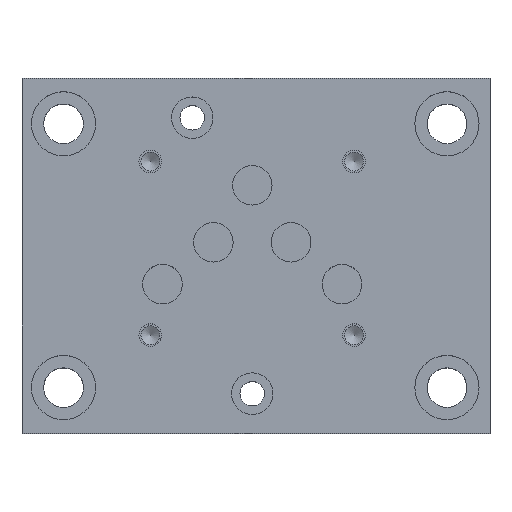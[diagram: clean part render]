
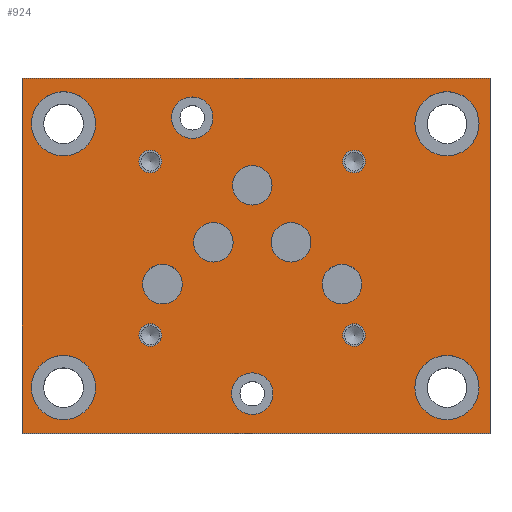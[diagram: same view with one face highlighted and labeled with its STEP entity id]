
A CAD part, top view. The second image highlights one B-rep face of the part: STEP entity #924.
In plain terms, the highlighted planar face has unit normal (0, 0, 1).
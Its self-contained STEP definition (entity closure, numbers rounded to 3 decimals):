
#21=LINE('',#1590,#33);
#24=LINE('',#1599,#36);
#28=LINE('',#1613,#40);
#31=LINE('',#1620,#43);
#33=VECTOR('',#1332,1000.);
#36=VECTOR('',#1341,1000.);
#40=VECTOR('',#1353,1000.);
#43=VECTOR('',#1362,1000.);
#233=ORIENTED_EDGE('',*,*,#280,.T.);
#234=ORIENTED_EDGE('',*,*,#287,.T.);
#235=ORIENTED_EDGE('',*,*,#292,.T.);
#236=ORIENTED_EDGE('',*,*,#298,.T.);
#237=ORIENTED_EDGE('',*,*,#302,.T.);
#238=ORIENTED_EDGE('',*,*,#305,.T.);
#239=ORIENTED_EDGE('',*,*,#309,.T.);
#240=ORIENTED_EDGE('',*,*,#313,.T.);
#241=ORIENTED_EDGE('',*,*,#317,.T.);
#242=ORIENTED_EDGE('',*,*,#321,.T.);
#243=ORIENTED_EDGE('',*,*,#322,.T.);
#244=ORIENTED_EDGE('',*,*,#330,.T.);
#245=ORIENTED_EDGE('',*,*,#342,.T.);
#246=ORIENTED_EDGE('',*,*,#344,.T.);
#247=ORIENTED_EDGE('',*,*,#345,.T.);
#248=ORIENTED_EDGE('',*,*,#341,.T.);
#249=ORIENTED_EDGE('',*,*,#327,.T.);
#250=ORIENTED_EDGE('',*,*,#331,.T.);
#251=ORIENTED_EDGE('',*,*,#337,.T.);
#280=EDGE_CURVE('',#367,#367,#454,.T.);
#287=EDGE_CURVE('',#375,#375,#461,.T.);
#292=EDGE_CURVE('',#381,#381,#466,.T.);
#298=EDGE_CURVE('',#388,#388,#472,.T.);
#302=EDGE_CURVE('',#392,#392,#476,.T.);
#305=EDGE_CURVE('',#395,#395,#479,.T.);
#309=EDGE_CURVE('',#399,#399,#483,.T.);
#313=EDGE_CURVE('',#403,#403,#487,.T.);
#317=EDGE_CURVE('',#407,#407,#491,.T.);
#321=EDGE_CURVE('',#411,#411,#495,.T.);
#322=EDGE_CURVE('',#412,#412,#496,.T.);
#327=EDGE_CURVE('',#418,#417,#21,.T.);
#330=EDGE_CURVE('',#420,#420,#500,.T.);
#331=EDGE_CURVE('',#417,#421,#24,.T.);
#337=EDGE_CURVE('',#421,#426,#28,.T.);
#341=EDGE_CURVE('',#426,#418,#31,.T.);
#342=EDGE_CURVE('',#428,#428,#504,.T.);
#344=EDGE_CURVE('',#431,#431,#506,.T.);
#345=EDGE_CURVE('',#432,#432,#507,.T.);
#367=VERTEX_POINT('',#1451);
#375=VERTEX_POINT('',#1473);
#381=VERTEX_POINT('',#1489);
#388=VERTEX_POINT('',#1508);
#392=VERTEX_POINT('',#1521);
#395=VERTEX_POINT('',#1530);
#399=VERTEX_POINT('',#1541);
#403=VERTEX_POINT('',#1552);
#407=VERTEX_POINT('',#1563);
#411=VERTEX_POINT('',#1574);
#412=VERTEX_POINT('',#1577);
#417=VERTEX_POINT('',#1589);
#418=VERTEX_POINT('',#1591);
#420=VERTEX_POINT('',#1597);
#421=VERTEX_POINT('',#1600);
#426=VERTEX_POINT('',#1612);
#428=VERTEX_POINT('',#1623);
#431=VERTEX_POINT('',#1631);
#432=VERTEX_POINT('',#1633);
#454=CIRCLE('',#975,5.25);
#461=CIRCLE('',#989,5.25);
#466=CIRCLE('',#999,5.25);
#472=CIRCLE('',#1011,5.25);
#476=CIRCLE('',#1020,5.25);
#479=CIRCLE('',#1026,3.);
#483=CIRCLE('',#1033,3.);
#487=CIRCLE('',#1040,8.5);
#491=CIRCLE('',#1047,8.5);
#495=CIRCLE('',#1054,5.5);
#496=CIRCLE('',#1056,5.5);
#500=CIRCLE('',#1064,8.5);
#504=CIRCLE('',#1074,8.5);
#506=CIRCLE('',#1079,3.);
#507=CIRCLE('',#1080,3.);
#638=EDGE_LOOP('',(#233));
#639=EDGE_LOOP('',(#234));
#640=EDGE_LOOP('',(#235));
#641=EDGE_LOOP('',(#236));
#642=EDGE_LOOP('',(#237));
#643=EDGE_LOOP('',(#238));
#644=EDGE_LOOP('',(#239));
#645=EDGE_LOOP('',(#240));
#646=EDGE_LOOP('',(#241));
#647=EDGE_LOOP('',(#242));
#648=EDGE_LOOP('',(#243));
#649=EDGE_LOOP('',(#244));
#650=EDGE_LOOP('',(#245));
#651=EDGE_LOOP('',(#246));
#652=EDGE_LOOP('',(#247));
#653=EDGE_LOOP('',(#248,#249,#250,#251));
#797=FACE_BOUND('',#638,.T.);
#798=FACE_BOUND('',#639,.T.);
#799=FACE_BOUND('',#640,.T.);
#800=FACE_BOUND('',#641,.T.);
#801=FACE_BOUND('',#642,.T.);
#802=FACE_BOUND('',#643,.T.);
#803=FACE_BOUND('',#644,.T.);
#804=FACE_BOUND('',#645,.T.);
#805=FACE_BOUND('',#646,.T.);
#806=FACE_BOUND('',#647,.T.);
#807=FACE_BOUND('',#648,.T.);
#808=FACE_BOUND('',#649,.T.);
#809=FACE_BOUND('',#650,.T.);
#810=FACE_BOUND('',#651,.T.);
#811=FACE_BOUND('',#652,.T.);
#812=FACE_BOUND('',#653,.T.);
#855=PLANE('',#1078);
#924=ADVANCED_FACE('',(#797,#798,#799,#800,#801,#802,#803,#804,#805,#806,
#807,#808,#809,#810,#811,#812),#855,.T.);
#975=AXIS2_PLACEMENT_3D('',#1450,#1155,#1156);
#989=AXIS2_PLACEMENT_3D('',#1472,#1183,#1184);
#999=AXIS2_PLACEMENT_3D('',#1488,#1203,#1204);
#1011=AXIS2_PLACEMENT_3D('',#1507,#1227,#1228);
#1020=AXIS2_PLACEMENT_3D('',#1520,#1245,#1246);
#1026=AXIS2_PLACEMENT_3D('',#1529,#1257,#1258);
#1033=AXIS2_PLACEMENT_3D('',#1540,#1271,#1272);
#1040=AXIS2_PLACEMENT_3D('',#1551,#1285,#1286);
#1047=AXIS2_PLACEMENT_3D('',#1562,#1299,#1300);
#1054=AXIS2_PLACEMENT_3D('',#1573,#1313,#1314);
#1056=AXIS2_PLACEMENT_3D('',#1576,#1317,#1318);
#1064=AXIS2_PLACEMENT_3D('',#1596,#1337,#1338);
#1074=AXIS2_PLACEMENT_3D('',#1622,#1365,#1366);
#1078=AXIS2_PLACEMENT_3D('',#1629,#1373,#1374);
#1079=AXIS2_PLACEMENT_3D('',#1630,#1375,#1376);
#1080=AXIS2_PLACEMENT_3D('',#1632,#1377,#1378);
#1155=DIRECTION('',(0.,0.,-1.));
#1156=DIRECTION('',(-1.,0.,0.));
#1183=DIRECTION('',(0.,0.,-1.));
#1184=DIRECTION('',(-1.,0.,0.));
#1203=DIRECTION('',(0.,0.,-1.));
#1204=DIRECTION('',(-1.,0.,0.));
#1227=DIRECTION('',(0.,0.,-1.));
#1228=DIRECTION('',(-1.,0.,0.));
#1245=DIRECTION('',(0.,0.,-1.));
#1246=DIRECTION('',(-1.,0.,0.));
#1257=DIRECTION('',(0.,0.,-1.));
#1258=DIRECTION('',(-1.,0.,0.));
#1271=DIRECTION('',(0.,0.,-1.));
#1272=DIRECTION('',(-1.,0.,0.));
#1285=DIRECTION('',(0.,0.,-1.));
#1286=DIRECTION('',(-1.,0.,0.));
#1299=DIRECTION('',(0.,0.,-1.));
#1300=DIRECTION('',(-1.,0.,0.));
#1313=DIRECTION('',(0.,0.,-1.));
#1314=DIRECTION('',(-1.,0.,0.));
#1317=DIRECTION('',(0.,0.,-1.));
#1318=DIRECTION('',(-1.,0.,0.));
#1332=DIRECTION('',(0.,1.,0.));
#1337=DIRECTION('',(0.,0.,-1.));
#1338=DIRECTION('',(-1.,0.,0.));
#1341=DIRECTION('',(-1.,0.,0.));
#1353=DIRECTION('',(0.,-1.,0.));
#1362=DIRECTION('',(1.,0.,0.));
#1365=DIRECTION('',(0.,0.,-1.));
#1366=DIRECTION('',(-1.,0.,0.));
#1373=DIRECTION('',(0.,0.,1.));
#1374=DIRECTION('',(1.,0.,0.));
#1375=DIRECTION('',(0.,0.,-1.));
#1376=DIRECTION('',(-1.,0.,0.));
#1377=DIRECTION('',(0.,0.,-1.));
#1378=DIRECTION('',(-1.,0.,0.));
#1450=CARTESIAN_POINT('',(376.2,39.5,91.));
#1451=CARTESIAN_POINT('',(370.95,39.5,91.));
#1472=CARTESIAN_POINT('',(410.3,50.6,91.));
#1473=CARTESIAN_POINT('',(405.05,50.6,91.));
#1488=CARTESIAN_POINT('',(400.,65.7,91.));
#1489=CARTESIAN_POINT('',(394.75,65.7,91.));
#1507=CARTESIAN_POINT('',(389.7,50.6,91.));
#1508=CARTESIAN_POINT('',(384.45,50.6,91.));
#1520=CARTESIAN_POINT('',(423.8,39.5,91.));
#1521=CARTESIAN_POINT('',(418.55,39.5,91.));
#1529=CARTESIAN_POINT('',(373.,72.,91.));
#1530=CARTESIAN_POINT('',(370.,72.,91.));
#1540=CARTESIAN_POINT('',(427.,72.,91.));
#1541=CARTESIAN_POINT('',(424.,72.,91.));
#1551=CARTESIAN_POINT('',(350.,82.,91.));
#1552=CARTESIAN_POINT('',(341.5,82.,91.));
#1562=CARTESIAN_POINT('',(451.6,82.,91.));
#1563=CARTESIAN_POINT('',(443.1,82.,91.));
#1573=CARTESIAN_POINT('',(384.1,83.6,91.));
#1574=CARTESIAN_POINT('',(378.6,83.6,91.));
#1576=CARTESIAN_POINT('',(400.,10.5,91.));
#1577=CARTESIAN_POINT('',(394.5,10.5,91.));
#1589=CARTESIAN_POINT('',(463.,94.,91.));
#1590=CARTESIAN_POINT('',(463.,47.,91.));
#1591=CARTESIAN_POINT('',(463.,0.,91.));
#1596=CARTESIAN_POINT('',(451.6,12.1,91.));
#1597=CARTESIAN_POINT('',(443.1,12.1,91.));
#1599=CARTESIAN_POINT('',(401.,94.,91.));
#1600=CARTESIAN_POINT('',(339.,94.,91.));
#1612=CARTESIAN_POINT('',(339.,0.,91.));
#1613=CARTESIAN_POINT('',(339.,47.,91.));
#1620=CARTESIAN_POINT('',(401.,0.,91.));
#1622=CARTESIAN_POINT('',(350.,12.1,91.));
#1623=CARTESIAN_POINT('',(341.5,12.1,91.));
#1629=CARTESIAN_POINT('',(339.,0.,91.));
#1630=CARTESIAN_POINT('',(427.,26.,91.));
#1631=CARTESIAN_POINT('',(424.,26.,91.));
#1632=CARTESIAN_POINT('',(373.,26.,91.));
#1633=CARTESIAN_POINT('',(370.,26.,91.));
